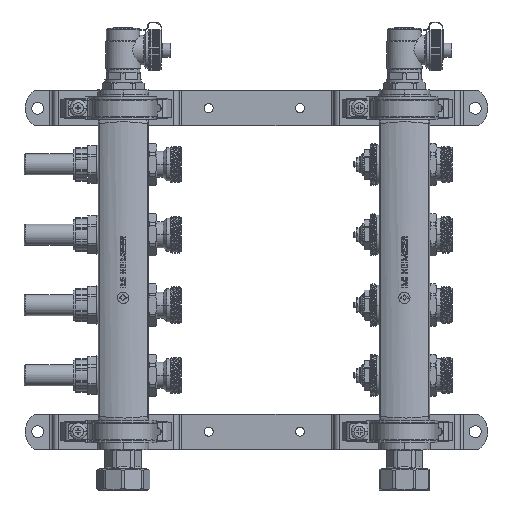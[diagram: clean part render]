
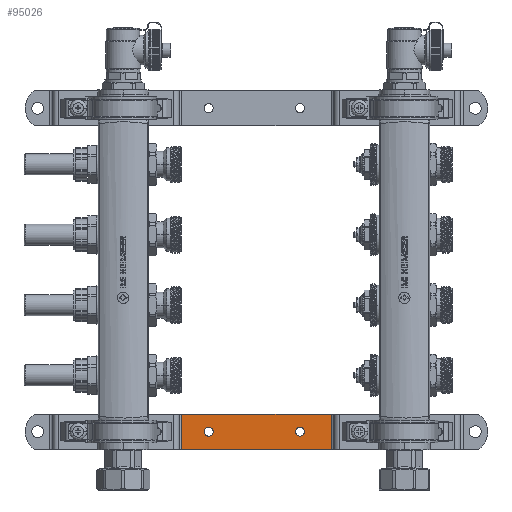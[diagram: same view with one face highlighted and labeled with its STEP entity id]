
A CAD part, left-side view. The second image highlights one B-rep face of the part: STEP entity #95026.
In plain terms, the highlighted planar face has unit normal (-1, 0, 0).
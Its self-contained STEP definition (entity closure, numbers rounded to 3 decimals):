
#8675=DIRECTION('',(0.,1.,0.));
#8676=VECTOR('',#8675,106.);
#8677=CARTESIAN_POINT('',(29.5,-147.8,-102.5));
#8678=LINE('',#8677,#8676);
#8764=DIRECTION('',(0.,1.,0.));
#8765=VECTOR('',#8764,106.);
#8766=CARTESIAN_POINT('',(29.5,-147.8,-127.5));
#8767=LINE('',#8766,#8765);
#8868=DIRECTION('',(0.,0.,-1.));
#8869=VECTOR('',#8868,25.);
#8870=CARTESIAN_POINT('',(29.5,-147.8,-102.5));
#8871=LINE('',#8870,#8869);
#8872=DIRECTION('',(0.,0.,-1.));
#8873=VECTOR('',#8872,25.);
#8874=CARTESIAN_POINT('',(29.5,-41.8,-102.5));
#8875=LINE('',#8874,#8873);
#8876=CARTESIAN_POINT('',(29.5,-60.8,-115.));
#8877=DIRECTION('',(1.,0.,0.));
#8878=DIRECTION('',(0.,0.,-1.));
#8879=AXIS2_PLACEMENT_3D('',#8876,#8877,#8878);
#8881=CARTESIAN_POINT('',(29.5,-60.8,-115.));
#8882=DIRECTION('',(1.,0.,0.));
#8883=DIRECTION('',(0.,0.,1.));
#8884=AXIS2_PLACEMENT_3D('',#8881,#8882,#8883);
#8886=CARTESIAN_POINT('',(29.5,-125.8,-115.));
#8887=DIRECTION('',(1.,0.,0.));
#8888=DIRECTION('',(0.,0.,-1.));
#8889=AXIS2_PLACEMENT_3D('',#8886,#8887,#8888);
#8891=CARTESIAN_POINT('',(29.5,-125.8,-115.));
#8892=DIRECTION('',(1.,0.,0.));
#8893=DIRECTION('',(0.,0.,1.));
#8894=AXIS2_PLACEMENT_3D('',#8891,#8892,#8893);
#76788=CARTESIAN_POINT('',(29.5,-147.8,-102.5));
#76789=CARTESIAN_POINT('',(29.5,-41.8,-102.5));
#76790=VERTEX_POINT('',#76788);
#76791=VERTEX_POINT('',#76789);
#76792=CARTESIAN_POINT('',(29.5,-147.8,-127.5));
#76793=CARTESIAN_POINT('',(29.5,-41.8,-127.5));
#76794=VERTEX_POINT('',#76792);
#76795=VERTEX_POINT('',#76793);
#77330=CARTESIAN_POINT('',(29.5,-60.8,-118.2));
#77331=VERTEX_POINT('',#77330);
#77332=CARTESIAN_POINT('',(29.5,-60.8,-111.8));
#77333=VERTEX_POINT('',#77332);
#77568=CARTESIAN_POINT('',(29.5,-125.8,-118.2));
#77569=CARTESIAN_POINT('',(29.5,-125.8,-111.8));
#77570=VERTEX_POINT('',#77568);
#77571=VERTEX_POINT('',#77569);
#95002=CARTESIAN_POINT('',(29.5,-149.8,-102.5));
#95003=DIRECTION('',(-1.,0.,0.));
#95004=DIRECTION('',(0.,1.,0.));
#95005=AXIS2_PLACEMENT_3D('',#95002,#95003,#95004);
#95006=PLANE('',#95005);
#95007=ORIENTED_EDGE('',*,*,#94808,.F.);
#95009=ORIENTED_EDGE('',*,*,#95008,.T.);
#95010=ORIENTED_EDGE('',*,*,#94906,.T.);
#95011=ORIENTED_EDGE('',*,*,#94995,.F.);
#95012=EDGE_LOOP('',(#95007,#95009,#95010,#95011));
#95013=FACE_OUTER_BOUND('',#95012,.F.);
#95015=ORIENTED_EDGE('',*,*,#95014,.F.);
#95017=ORIENTED_EDGE('',*,*,#95016,.F.);
#95018=EDGE_LOOP('',(#95015,#95017));
#95019=FACE_BOUND('',#95018,.F.);
#95021=ORIENTED_EDGE('',*,*,#95020,.F.);
#95023=ORIENTED_EDGE('',*,*,#95022,.F.);
#95024=EDGE_LOOP('',(#95021,#95023));
#95025=FACE_BOUND('',#95024,.F.);
#95026=ADVANCED_FACE('',(#95013,#95019,#95025),#95006,.T.);
#8880=CIRCLE('',#8879,3.2);
#8885=CIRCLE('',#8884,3.2);
#8890=CIRCLE('',#8889,3.2);
#8895=CIRCLE('',#8894,3.2);
#94808=EDGE_CURVE('',#76790,#76791,#8678,.T.);
#94906=EDGE_CURVE('',#76794,#76795,#8767,.T.);
#94995=EDGE_CURVE('',#76791,#76795,#8875,.T.);
#95008=EDGE_CURVE('',#76790,#76794,#8871,.T.);
#95014=EDGE_CURVE('',#77331,#77333,#8880,.T.);
#95016=EDGE_CURVE('',#77333,#77331,#8885,.T.);
#95020=EDGE_CURVE('',#77570,#77571,#8890,.T.);
#95022=EDGE_CURVE('',#77571,#77570,#8895,.T.);
